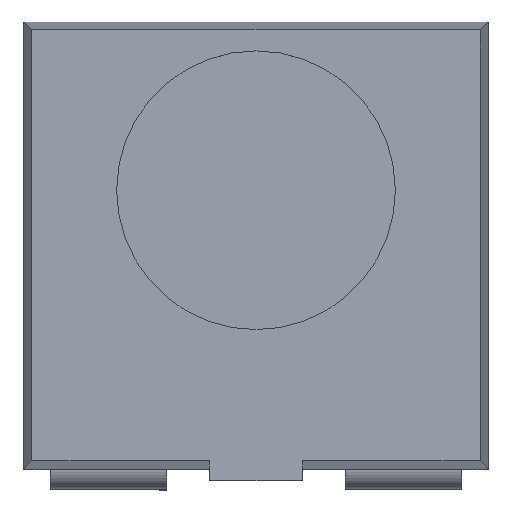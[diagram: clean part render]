
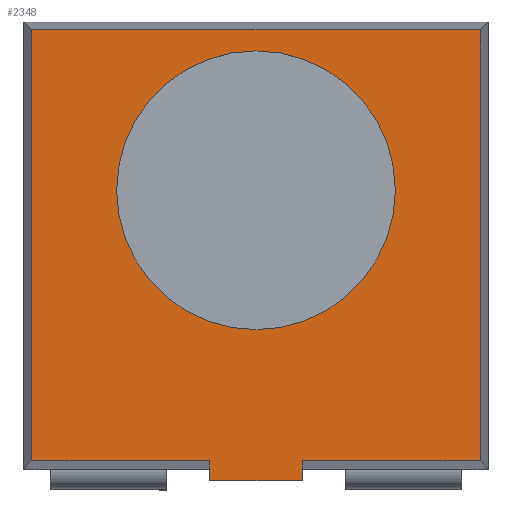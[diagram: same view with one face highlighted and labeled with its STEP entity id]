
A CAD part, top view. The second image highlights one B-rep face of the part: STEP entity #2348.
In plain terms, the highlighted planar face has unit normal (0, 0, 1).
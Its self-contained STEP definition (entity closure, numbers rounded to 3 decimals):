
#9 = VERTEX_POINT ( 'NONE', #322 ) ;
#27 = ORIENTED_EDGE ( 'NONE', *, *, #1891, .T. ) ;
#73 = DIRECTION ( 'NONE',  ( 1., 0., 0. ) ) ;
#149 = ORIENTED_EDGE ( 'NONE', *, *, #1869, .T. ) ;
#184 = CARTESIAN_POINT ( 'NONE',  ( 0.4, -2.5, 0. ) ) ;
#253 = VECTOR ( 'NONE', #413, 1000. ) ;
#271 = EDGE_CURVE ( 'NONE', #1896, #2388, #1614, .T. ) ;
#286 = EDGE_CURVE ( 'NONE', #1254, #1471, #2577, .T. ) ;
#315 = VERTEX_POINT ( 'NONE', #964 ) ;
#322 = CARTESIAN_POINT ( 'NONE',  ( 1.93, 1.38, 0. ) ) ;
#413 = DIRECTION ( 'NONE',  ( 0., -1., 0. ) ) ;
#428 = CARTESIAN_POINT ( 'NONE',  ( -1.93, 1.38, 0. ) ) ;
#462 = EDGE_LOOP ( 'NONE', ( #1182, #2347, #1673 ) ) ;
#509 = CARTESIAN_POINT ( 'NONE',  ( 0., 0., 0. ) ) ;
#647 = CARTESIAN_POINT ( 'NONE',  ( 0., -1.2, 0. ) ) ;
#656 = VECTOR ( 'NONE', #1642, 1000. ) ;
#718 = DIRECTION ( 'NONE',  ( 1., 0., 0. ) ) ;
#726 = CARTESIAN_POINT ( 'NONE',  ( 1.2, 0., 0. ) ) ;
#756 = DIRECTION ( 'NONE',  ( 0., 1., 0. ) ) ;
#791 = LINE ( 'NONE', #1606, #253 ) ;
#847 = DIRECTION ( 'NONE',  ( 0., 1., 0. ) ) ;
#964 = CARTESIAN_POINT ( 'NONE',  ( -1.93, -2.33, 0. ) ) ;
#998 = CARTESIAN_POINT ( 'NONE',  ( 1.93, 1.38, 0. ) ) ;
#1018 = EDGE_CURVE ( 'NONE', #1329, #1394, #2141, .T. ) ;
#1026 = CARTESIAN_POINT ( 'NONE',  ( -0.4, -2.33, 0. ) ) ;
#1034 = AXIS2_PLACEMENT_3D ( 'NONE', #1670, #1268, #73 ) ;
#1062 = PLANE ( 'NONE',  #1034 ) ;
#1084 = ORIENTED_EDGE ( 'NONE', *, *, #2518, .T. ) ;
#1149 = DIRECTION ( 'NONE',  ( 0., -1., 0. ) ) ;
#1178 = DIRECTION ( 'NONE',  ( 0., 0., -1. ) ) ;
#1182 = ORIENTED_EDGE ( 'NONE', *, *, #1824, .T. ) ;
#1185 = LINE ( 'NONE', #998, #656 ) ;
#1250 = CIRCLE ( 'NONE', #2477, 1.2 ) ;
#1254 = VERTEX_POINT ( 'NONE', #1026 ) ;
#1268 = DIRECTION ( 'NONE',  ( 0., 0., 1. ) ) ;
#1277 = CARTESIAN_POINT ( 'NONE',  ( -1.2, 0., 0. ) ) ;
#1285 = EDGE_CURVE ( 'NONE', #1505, #1329, #1856, .T. ) ;
#1329 = VERTEX_POINT ( 'NONE', #2062 ) ;
#1367 = DIRECTION ( 'NONE',  ( 0., 0., -1. ) ) ;
#1394 = VERTEX_POINT ( 'NONE', #1874 ) ;
#1398 = VECTOR ( 'NONE', #756, 1000. ) ;
#1400 = CARTESIAN_POINT ( 'NONE',  ( -0.4, -2.5, 0. ) ) ;
#1409 = VECTOR ( 'NONE', #1554, 1000. ) ;
#1416 = CARTESIAN_POINT ( 'NONE',  ( -0.4, -2.5, 0. ) ) ;
#1458 = EDGE_CURVE ( 'NONE', #315, #1254, #2516, .T. ) ;
#1471 = VERTEX_POINT ( 'NONE', #1416 ) ;
#1490 = DIRECTION ( 'NONE',  ( 1., 0., 0. ) ) ;
#1505 = VERTEX_POINT ( 'NONE', #184 ) ;
#1554 = DIRECTION ( 'NONE',  ( 1., 0., 0. ) ) ;
#1606 = CARTESIAN_POINT ( 'NONE',  ( -1.93, -2.5, 0. ) ) ;
#1611 = VECTOR ( 'NONE', #1490, 1000. ) ;
#1614 = CIRCLE ( 'NONE', #2618, 1.2 ) ;
#1621 = ORIENTED_EDGE ( 'NONE', *, *, #1285, .T. ) ;
#1626 = DIRECTION ( 'NONE',  ( 1., 0., 0. ) ) ;
#1642 = DIRECTION ( 'NONE',  ( -1., 0., 0. ) ) ;
#1650 = CIRCLE ( 'NONE', #2414, 1.2 ) ;
#1665 = LINE ( 'NONE', #2296, #1611 ) ;
#1670 = CARTESIAN_POINT ( 'NONE',  ( 1.93, -2.5, 0. ) ) ;
#1673 = ORIENTED_EDGE ( 'NONE', *, *, #2432, .T. ) ;
#1773 = CARTESIAN_POINT ( 'NONE',  ( 1.93, -2.33, 0. ) ) ;
#1779 = EDGE_CURVE ( 'NONE', #1471, #1505, #1665, .T. ) ;
#1824 = EDGE_CURVE ( 'NONE', #2031, #1896, #1250, .T. ) ;
#1833 = CARTESIAN_POINT ( 'NONE',  ( 1.93, -2.33, 0. ) ) ;
#1846 = ORIENTED_EDGE ( 'NONE', *, *, #1458, .T. ) ;
#1847 = FACE_BOUND ( 'NONE', #462, .T. ) ;
#1856 = LINE ( 'NONE', #1857, #2337 ) ;
#1857 = CARTESIAN_POINT ( 'NONE',  ( 0.4, -2.5, 0. ) ) ;
#1869 = EDGE_CURVE ( 'NONE', #2115, #315, #791, .T. ) ;
#1874 = CARTESIAN_POINT ( 'NONE',  ( 1.93, -2.33, 0. ) ) ;
#1891 = EDGE_CURVE ( 'NONE', #9, #2115, #1185, .T. ) ;
#1896 = VERTEX_POINT ( 'NONE', #647 ) ;
#1903 = FACE_OUTER_BOUND ( 'NONE', #2466, .T. ) ;
#1922 = DIRECTION ( 'NONE',  ( 0., 0., -1. ) ) ;
#1978 = VECTOR ( 'NONE', #1626, 1000. ) ;
#1983 = DIRECTION ( 'NONE',  ( 1., 0., 0. ) ) ;
#2031 = VERTEX_POINT ( 'NONE', #726 ) ;
#2062 = CARTESIAN_POINT ( 'NONE',  ( 0.4, -2.33, 0. ) ) ;
#2115 = VERTEX_POINT ( 'NONE', #428 ) ;
#2141 = LINE ( 'NONE', #1773, #1409 ) ;
#2163 = CARTESIAN_POINT ( 'NONE',  ( 1.93, -2.5, 0. ) ) ;
#2195 = ORIENTED_EDGE ( 'NONE', *, *, #286, .T. ) ;
#2291 = ORIENTED_EDGE ( 'NONE', *, *, #1779, .T. ) ;
#2296 = CARTESIAN_POINT ( 'NONE',  ( 1.93, -2.5, 0. ) ) ;
#2337 = VECTOR ( 'NONE', #847, 1000. ) ;
#2347 = ORIENTED_EDGE ( 'NONE', *, *, #271, .T. ) ;
#2348 = ADVANCED_FACE ( 'NONE', ( #1903, #1847 ), #1062, .T. ) ;
#2357 = ORIENTED_EDGE ( 'NONE', *, *, #1018, .T. ) ;
#2388 = VERTEX_POINT ( 'NONE', #1277 ) ;
#2408 = CARTESIAN_POINT ( 'NONE',  ( 0., 0., 0. ) ) ;
#2409 = CARTESIAN_POINT ( 'NONE',  ( 0., 0., 0. ) ) ;
#2414 = AXIS2_PLACEMENT_3D ( 'NONE', #509, #1922, #718 ) ;
#2430 = LINE ( 'NONE', #2163, #1398 ) ;
#2432 = EDGE_CURVE ( 'NONE', #2388, #2031, #1650, .T. ) ;
#2466 = EDGE_LOOP ( 'NONE', ( #2195, #2291, #1621, #2357, #1084, #27, #149, #1846 ) ) ;
#2477 = AXIS2_PLACEMENT_3D ( 'NONE', #2408, #1178, #2615 ) ;
#2502 = VECTOR ( 'NONE', #1149, 1000. ) ;
#2516 = LINE ( 'NONE', #1833, #1978 ) ;
#2518 = EDGE_CURVE ( 'NONE', #1394, #9, #2430, .T. ) ;
#2577 = LINE ( 'NONE', #1400, #2502 ) ;
#2615 = DIRECTION ( 'NONE',  ( 1., 0., 0. ) ) ;
#2618 = AXIS2_PLACEMENT_3D ( 'NONE', #2409, #1367, #1983 ) ;
